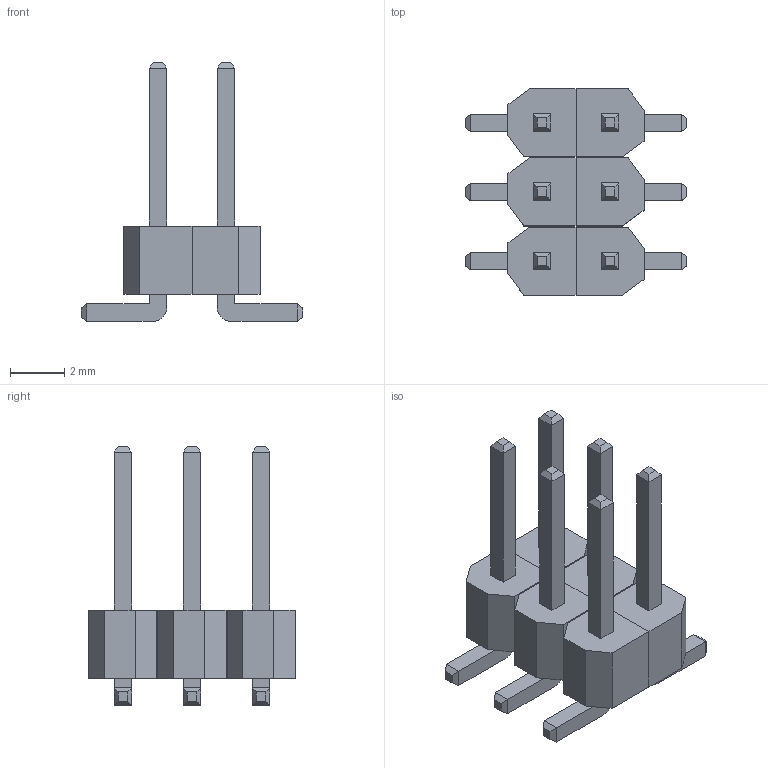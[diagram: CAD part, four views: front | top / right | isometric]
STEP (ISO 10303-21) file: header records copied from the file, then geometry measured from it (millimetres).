
FILE_DESCRIPTION (( 'STEP AP214' ), '1' );
FILE_NAME ('PLD-6S.STEP', '2022-04-19T09:40:54', ( '' ), ( '' ), 'SwSTEP 2.0', 'SolidWorks 2019', '' );
FILE_SCHEMA (( 'AUTOMOTIVE_DESIGN' ));
Length unit declared in the file: millimetre
Products named in the file (1): PLD-6S
Bounding box: 8.14 x 7.58 x 9.5 mm (x, y, z)
Volume: 109.5 mm3; surface area: 348.4 mm2
Topology: 6 solids, 6 shells, 174 faces, 402 edges, 252 vertices
Faces by surface type: plane 168, cylinder 6
Entity records: 6767 total; most frequent: CARTESIAN_POINT 829, ORIENTED_EDGE 804, DIRECTION 764, EDGE_CURVE 402, VECTOR 390, LINE 390, VERTEX_POINT 252, AXIS2_PLACEMENT_3D 187
